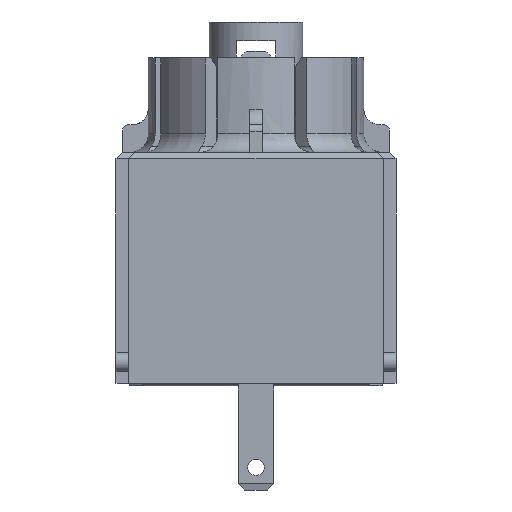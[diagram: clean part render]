
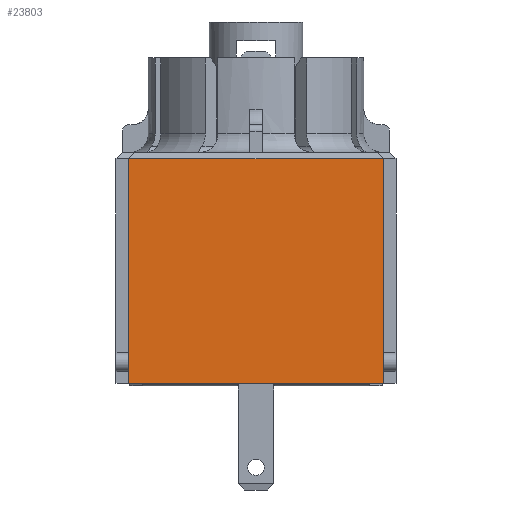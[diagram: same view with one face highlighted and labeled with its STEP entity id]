
A CAD part, front view. The second image highlights one B-rep face of the part: STEP entity #23803.
In plain terms, the highlighted planar face has unit normal (0, -1, 0).
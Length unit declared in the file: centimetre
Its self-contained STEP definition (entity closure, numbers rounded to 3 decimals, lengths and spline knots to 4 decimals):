
#1621=FACE_OUTER_BOUND($,#2856,.T.);
#2856=EDGE_LOOP($,(#21508,#21509,#21510,#21511,#21512,#21513));
#5910=LINE($,#38321,#9032);
#5937=LINE($,#38378,#9059);
#5938=LINE($,#38381,#9060);
#5942=LINE($,#38411,#9064);
#5943=LINE($,#38412,#9065);
#5967=LINE($,#38471,#9089);
#9032=VECTOR($,#30813,2.02);
#9059=VECTOR($,#30868,1.611);
#9060=VECTOR($,#30871,0.169);
#9064=VECTOR($,#30917,0.169);
#9065=VECTOR($,#30918,1.611);
#9089=VECTOR($,#30990,2.02);
#9224=VERTEX_POINT($,#31320);
#9487=VERTEX_POINT($,#32060);
#11326=VERTEX_POINT($,#38377);
#11327=VERTEX_POINT($,#38380);
#11329=VERTEX_POINT($,#38398);
#11332=VERTEX_POINT($,#38409);
#14655=EDGE_CURVE($,#9487,#9224,#5910,.T.);
#14684=EDGE_CURVE($,#11326,#9224,#5937,.T.);
#14686=EDGE_CURVE($,#11327,#11326,#5938,.T.);
#14698=EDGE_CURVE($,#11332,#11329,#5942,.T.);
#14699=EDGE_CURVE($,#11329,#9487,#5943,.T.);
#14726=EDGE_CURVE($,#11332,#11327,#5967,.T.);
#21508=ORIENTED_EDGE($,*,*,#14655,.F.);
#21509=ORIENTED_EDGE($,*,*,#14699,.F.);
#21510=ORIENTED_EDGE($,*,*,#14698,.F.);
#21511=ORIENTED_EDGE($,*,*,#14726,.T.);
#21512=ORIENTED_EDGE($,*,*,#14686,.T.);
#21513=ORIENTED_EDGE($,*,*,#14684,.T.);
#22614=PLANE($,#25172);
#23803=ADVANCED_FACE($,(#1621),#22614,.T.);
#25172=AXIS2_PLACEMENT_3D($,#38497,#31022,#31023);
#30813=DIRECTION($,(1.,0.,0.));
#30868=DIRECTION($,(0.,0.,1.));
#30871=DIRECTION($,(0.,0.,1.));
#30917=DIRECTION($,(0.,0.,1.));
#30918=DIRECTION($,(0.,0.,1.));
#30990=DIRECTION($,(1.,0.,0.));
#31022=DIRECTION('center_axis',(0.,-1.,0.));
#31023=DIRECTION('ref_axis',(0.,0.,-1.));
#31320=CARTESIAN_POINT('',(1.01,-1.11,0.49));
#32060=CARTESIAN_POINT('',(-1.01,-1.11,0.49));
#38321=CARTESIAN_POINT($,(0.,-1.11,0.49));
#38377=CARTESIAN_POINT('',(1.01,-1.11,-1.121));
#38378=CARTESIAN_POINT($,(1.01,-1.11,-1.29));
#38380=CARTESIAN_POINT('',(1.01,-1.11,-1.29));
#38381=CARTESIAN_POINT($,(1.01,-1.11,-1.29));
#38398=CARTESIAN_POINT('',(-1.01,-1.11,-1.121));
#38409=CARTESIAN_POINT('',(-1.01,-1.11,-1.29));
#38411=CARTESIAN_POINT($,(-1.01,-1.11,-1.29));
#38412=CARTESIAN_POINT($,(-1.01,-1.11,-1.29));
#38471=CARTESIAN_POINT($,(-1.01,-1.11,-1.29));
#38497=CARTESIAN_POINT('Origin',(0.,-1.11,-1.29));
